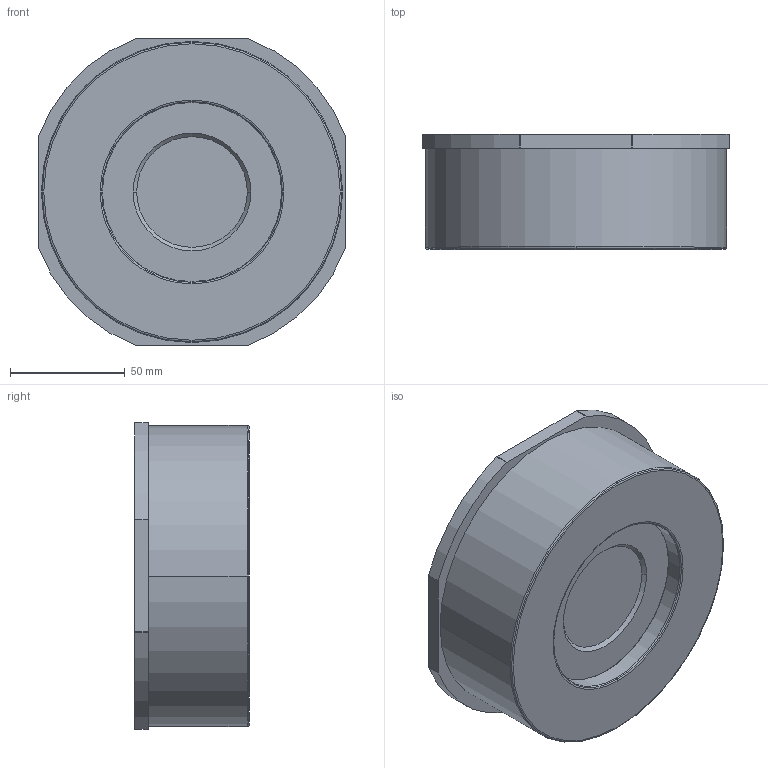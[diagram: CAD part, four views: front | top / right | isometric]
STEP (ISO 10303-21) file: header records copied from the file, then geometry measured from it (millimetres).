
FILE_DESCRIPTION((''),'2;1');
FILE_NAME('2026-DN80_ASM','2015-10-16T',('Administrator'),(''),'PRO/ENGINEER BY PARAMETRIC TECHNOLOGY CORPORATION, 2011080','PRO/ENGINEER BY PARAMETRIC TECHNOLOGY CORPORATION, 2011080','');
FILE_SCHEMA(('CONFIG_CONTROL_DESIGN'));
Length unit declared in the file: millimetre
Products named in the file (5): TMP_DWG-3DSOLID_90216; TMP_DWG-3DSOLID_90225; TMP_DWG-3DSOLID_90244; PRT0053; 2026-DN80_ASM
Assembly tree (4 placements, depth 2):
  2026-DN80_ASM
    TMP_DWG-3DSOLID_90216
    TMP_DWG-3DSOLID_90225
    TMP_DWG-3DSOLID_90244
    PRT0053
Bounding box: 133.3 x 50 x 133.3 mm (x, y, z)
Volume: 250443.1 mm3; surface area: 86841 mm2
Topology: 3 solids, 3 shells, 105 faces, 285 edges, 193 vertices
Faces by surface type: plane 53, cylinder 33, torus 15, cone 4
Entity records: 3608 total; most frequent: CARTESIAN_POINT 702, DIRECTION 635, ORIENTED_EDGE 570, EDGE_CURVE 285, AXIS2_PLACEMENT_3D 254, VERTEX_POINT 193, CIRCLE 140, VECTOR 127
